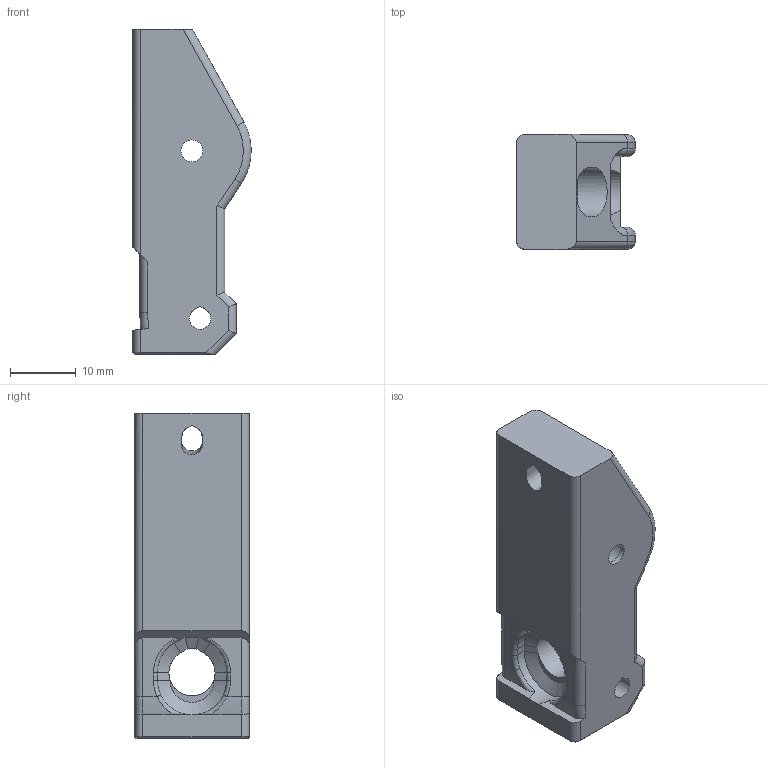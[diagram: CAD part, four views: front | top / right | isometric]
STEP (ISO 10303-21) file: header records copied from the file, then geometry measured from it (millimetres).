
FILE_DESCRIPTION(/* description */ (''),/* implementation_level */ '2;1');
FILE_NAME(/* name */ 'y_idler_tensioner_e3d.step',/* time_stamp */ '2019-09-11T16:15:30+02:00',/* author */ (''),/* organization */ (''),/* preprocessor_version */ 'ST-DEVELOPER v18',/* originating_system */ 'Autodesk Translation Framework v8.6.0.1094',/* authorisation */ '');
FILE_SCHEMA (('AUTOMOTIVE_DESIGN { 1 0 10303 214 3 1 1 }'));
Length unit declared in the file: millimetre
Products named in the file (1): y_idler_tensioner_e3d
Bounding box: 17.94 x 17.39 x 49.4 mm (x, y, z)
Volume: 8507.2 mm3; surface area: 5056 mm2
Topology: 1 solids, 5 shells, 170 faces, 433 edges, 272 vertices
Faces by surface type: plane 97, cylinder 44, bspline 14, torus 10, cone 5
Full cylindrical faces by diameter (mm): 3.3 x1
Entity records: 5648 total; most frequent: CARTESIAN_POINT 1488, ORIENTED_EDGE 866, DIRECTION 844, EDGE_CURVE 433, AXIS2_PLACEMENT_3D 284, LINE 276, VECTOR 276, VERTEX_POINT 272
